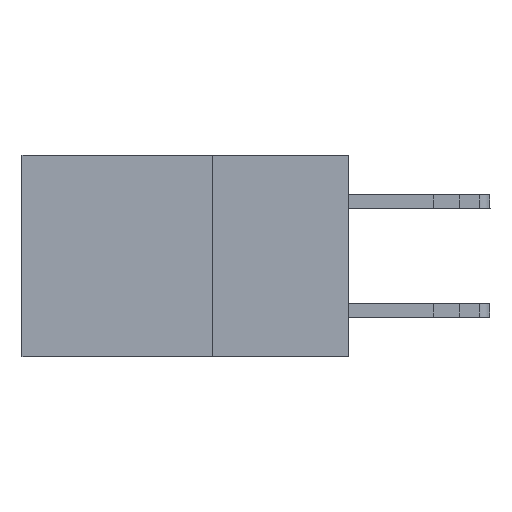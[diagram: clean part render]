
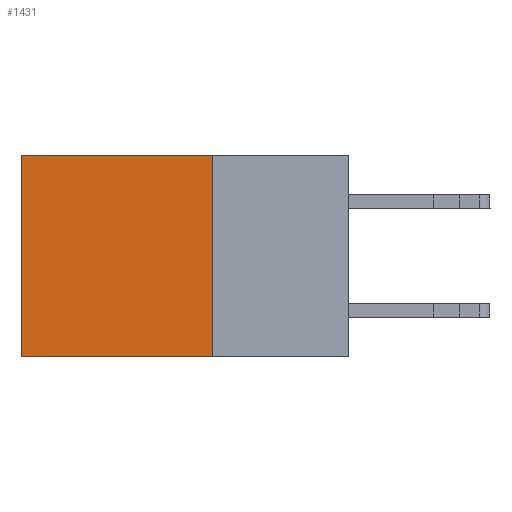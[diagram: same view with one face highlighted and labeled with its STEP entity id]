
A CAD part, left-side view. The second image highlights one B-rep face of the part: STEP entity #1431.
In plain terms, the highlighted planar face has unit normal (-1, 0, 0).
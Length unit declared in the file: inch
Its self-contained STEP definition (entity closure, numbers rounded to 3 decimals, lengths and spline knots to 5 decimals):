
#240 = ORIENTED_EDGE ( 'NONE', *, *, #9021, .T. ) ;
#308 = DIRECTION ( 'NONE',  ( 0., 1., 0. ) ) ;
#983 = DIRECTION ( 'NONE',  ( 0., 0., -1. ) ) ;
#1431 = ADVANCED_FACE ( 'NONE', ( #10662 ), #3144, .F. ) ;
#1471 = VERTEX_POINT ( 'NONE', #5834 ) ;
#1537 = ORIENTED_EDGE ( 'NONE', *, *, #8305, .F. ) ;
#1865 = VERTEX_POINT ( 'NONE', #13271 ) ;
#2438 = CARTESIAN_POINT ( 'NONE',  ( 0.2615, 0.6, -0.37 ) ) ;
#2827 = CARTESIAN_POINT ( 'NONE',  ( 0.2615, 0.25, 0. ) ) ;
#2851 = EDGE_CURVE ( 'NONE', #5484, #1865, #3819, .T. ) ;
#3123 = CARTESIAN_POINT ( 'NONE',  ( 0.2615, 0.6, -0.37 ) ) ;
#3144 = PLANE ( 'NONE',  #12457 ) ;
#3819 = LINE ( 'NONE', #6109, #13657 ) ;
#5205 = ORIENTED_EDGE ( 'NONE', *, *, #2851, .F. ) ;
#5453 = DIRECTION ( 'NONE',  ( 0., 1., 0. ) ) ;
#5484 = VERTEX_POINT ( 'NONE', #2827 ) ;
#5517 = CARTESIAN_POINT ( 'NONE',  ( 0.2615, 0.25, 0. ) ) ;
#5834 = CARTESIAN_POINT ( 'NONE',  ( 0.2615, 0.6, 0. ) ) ;
#6109 = CARTESIAN_POINT ( 'NONE',  ( 0.2615, 0.25, -0.37 ) ) ;
#6535 = DIRECTION ( 'NONE',  ( 1., 0., 0. ) ) ;
#6741 = ORIENTED_EDGE ( 'NONE', *, *, #14068, .T. ) ;
#6859 = CARTESIAN_POINT ( 'NONE',  ( 0.2615, 0.25, -0.37 ) ) ;
#8305 = EDGE_CURVE ( 'NONE', #1865, #11475, #10196, .T. ) ;
#8369 = EDGE_LOOP ( 'NONE', ( #6741, #1537, #5205, #240 ) ) ;
#9021 = EDGE_CURVE ( 'NONE', #5484, #1471, #12132, .T. ) ;
#10196 = LINE ( 'NONE', #6859, #12781 ) ;
#10213 = DIRECTION ( 'NONE',  ( 0., 0., -1. ) ) ;
#10291 = VECTOR ( 'NONE', #10213, 39.37008 ) ;
#10662 = FACE_OUTER_BOUND ( 'NONE', #8369, .T. ) ;
#11243 = LINE ( 'NONE', #2438, #10291 ) ;
#11475 = VERTEX_POINT ( 'NONE', #3123 ) ;
#11966 = CARTESIAN_POINT ( 'NONE',  ( 0.2615, 0.25, -0.37 ) ) ;
#12091 = VECTOR ( 'NONE', #5453, 39.37008 ) ;
#12132 = LINE ( 'NONE', #5517, #12091 ) ;
#12457 = AXIS2_PLACEMENT_3D ( 'NONE', #11966, #6535, #983 ) ;
#12781 = VECTOR ( 'NONE', #308, 39.37008 ) ;
#12869 = DIRECTION ( 'NONE',  ( 0., 0., -1. ) ) ;
#13271 = CARTESIAN_POINT ( 'NONE',  ( 0.2615, 0.25, -0.37 ) ) ;
#13657 = VECTOR ( 'NONE', #12869, 39.37008 ) ;
#14068 = EDGE_CURVE ( 'NONE', #1471, #11475, #11243, .T. ) ;
